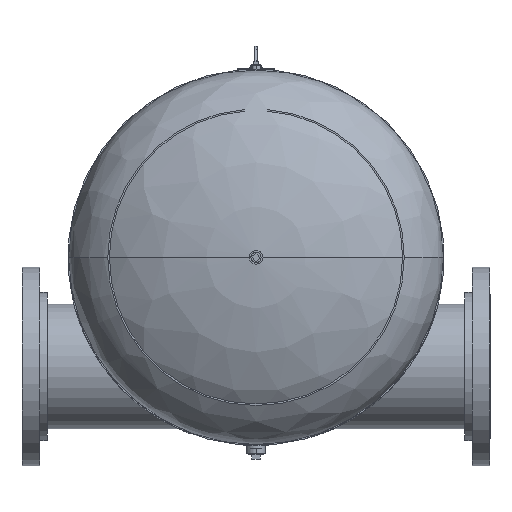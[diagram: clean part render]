
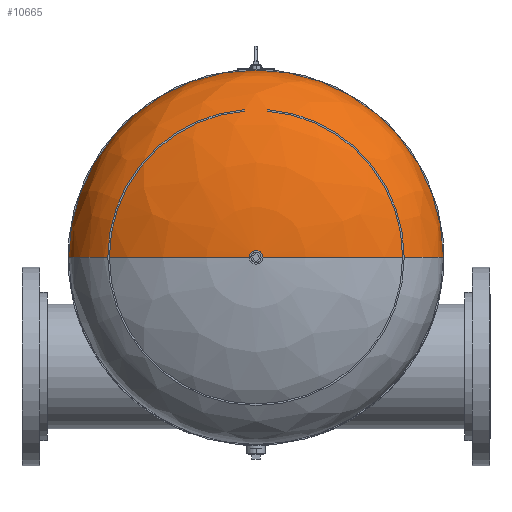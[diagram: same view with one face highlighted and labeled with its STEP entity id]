
A CAD part, front view. The second image highlights one B-rep face of the part: STEP entity #10665.
In plain terms, the highlighted free-form (B-spline) face has degree [3, 3] with [4, 4] control points.
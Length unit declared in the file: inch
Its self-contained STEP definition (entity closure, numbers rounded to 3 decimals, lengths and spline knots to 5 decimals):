
#261 = EDGE_LOOP ( 'NONE', ( #13752, #6884, #17233, #9878, #13885 ) ) ;
#355 = CARTESIAN_POINT ( 'NONE',  ( -24., 7.90609, 48. ) ) ;
#449 = CARTESIAN_POINT ( 'NONE',  ( 24., 7.90609, 0. ) ) ;
#972 = VERTEX_POINT ( 'NONE', #8307 ) ;
#1109 = CARTESIAN_POINT ( 'NONE',  ( 0., 13.12405, 0. ) ) ;
#1166 = DIRECTION ( 'NONE',  ( 1., 0., 0. ) ) ;
#1616 = CARTESIAN_POINT ( 'NONE',  ( -24., 0.9425, 48. ) ) ;
#1876 = CARTESIAN_POINT ( 'NONE',  ( 24., 0.9425, 0. ) ) ;
#2372 = CARTESIAN_POINT ( 'NONE',  ( -24., 7.90609, 0. ) ) ;
#2825 =( BOUNDED_CURVE ( )  B_SPLINE_CURVE ( 3, ( #2943, #5714, #9761, #6885 ),
 .UNSPECIFIED., .F., .T. ) 
 B_SPLINE_CURVE_WITH_KNOTS ( ( 4, 4 ),
 ( 1.60205, 3.14159 ),
 .UNSPECIFIED. ) 
 CURVE ( )  GEOMETRIC_REPRESENTATION_ITEM ( )  RATIONAL_B_SPLINE_CURVE ( ( 1., 0.812, 0.812, 1. ) ) 
 REPRESENTATION_ITEM ( '' )  );
#2883 = AXIS2_PLACEMENT_3D ( 'NONE', #17579, #3875, #1166 ) ;
#2943 = CARTESIAN_POINT ( 'NONE',  ( 0.75, 13.12405, 0. ) ) ;
#3131 = VERTEX_POINT ( 'NONE', #7191 ) ;
#3437 = CIRCLE ( 'NONE', #8598, 24. ) ;
#3719 = DIRECTION ( 'NONE',  ( 1., 0., 0. ) ) ;
#3875 = DIRECTION ( 'NONE',  ( 0., -1., 0. ) ) ;
#4405 = EDGE_CURVE ( 'NONE', #17714, #3131, #2825, .T. ) ;
#4544 =( BOUNDED_CURVE ( )  B_SPLINE_CURVE ( 3, ( #10567, #14710, #2372, #7860 ),
 .UNSPECIFIED., .F., .T. ) 
 B_SPLINE_CURVE_WITH_KNOTS ( ( 4, 4 ),
 ( 1.60205, 3.14159 ),
 .UNSPECIFIED. ) 
 CURVE ( )  GEOMETRIC_REPRESENTATION_ITEM ( )  RATIONAL_B_SPLINE_CURVE ( ( 1., 0.812, 0.812, 1. ) ) 
 REPRESENTATION_ITEM ( '' )  );
#5353 = VERTEX_POINT ( 'NONE', #15533 ) ;
#5714 = CARTESIAN_POINT ( 'NONE',  ( 14.45622, 12.90644, 0. ) ) ;
#5853 = CARTESIAN_POINT ( 'NONE',  ( -14.45622, 12.90644, 0. ) ) ;
#6884 = ORIENTED_EDGE ( 'NONE', *, *, #14961, .T. ) ;
#6885 = CARTESIAN_POINT ( 'NONE',  ( 24., 0.9425, 0. ) ) ;
#7191 = CARTESIAN_POINT ( 'NONE',  ( 24., 0.9425, 0. ) ) ;
#7285 = CARTESIAN_POINT ( 'NONE',  ( 24., 0.9425, 48. ) ) ;
#7391 = EDGE_CURVE ( 'NONE', #3131, #5353, #3437, .T. ) ;
#7405 = VERTEX_POINT ( 'NONE', #13260 ) ;
#7860 = CARTESIAN_POINT ( 'NONE',  ( -24., 0.9425, 0. ) ) ;
#7885 = EDGE_CURVE ( 'NONE', #972, #7405, #17567, .T. ) ;
#8307 = CARTESIAN_POINT ( 'NONE',  ( 0., 13.12405, 0.75 ) ) ;
#8458 = CARTESIAN_POINT ( 'NONE',  ( -14.45622, 12.90644, 28.91243 ) ) ;
#8598 = AXIS2_PLACEMENT_3D ( 'NONE', #14889, #16065, #3719 ) ;
#8807 = CARTESIAN_POINT ( 'NONE',  ( -0.75, 13.12405, 0. ) ) ;
#9383 = DIRECTION ( 'NONE',  ( 1., 0., 0. ) ) ;
#9483 =( BOUNDED_SURFACE ( )  B_SPLINE_SURFACE ( 3, 3, ( 
 ( #13616, #17774, #12790, #8807 ),
 ( #12604, #10065, #8458, #5853 ),
 ( #449, #13970, #355, #16670 ),
 ( #1876, #7285, #1616, #15577 ) ),
 .UNSPECIFIED., .F., .F., .F. ) 
 B_SPLINE_SURFACE_WITH_KNOTS ( ( 4, 4 ),
 ( 4, 4 ),
 ( 0., 1. ),
 ( 0., 1. ),
 .UNSPECIFIED. ) 
 GEOMETRIC_REPRESENTATION_ITEM ( )  RATIONAL_B_SPLINE_SURFACE ( (
 ( 1., 0.333, 0.333, 1.),
 ( 0.812, 0.271, 0.271, 0.812),
 ( 0.812, 0.271, 0.271, 0.812),
 ( 1., 0.333, 0.333, 1.) ) ) 
 REPRESENTATION_ITEM ( '' )  SURFACE ( )  );
#9761 = CARTESIAN_POINT ( 'NONE',  ( 24., 7.90609, 0. ) ) ;
#9878 = ORIENTED_EDGE ( 'NONE', *, *, #4405, .F. ) ;
#10065 = CARTESIAN_POINT ( 'NONE',  ( 14.45622, 12.90644, 28.91243 ) ) ;
#10567 = CARTESIAN_POINT ( 'NONE',  ( -0.75, 13.12405, 0. ) ) ;
#10665 = ADVANCED_FACE ( 'NONE', ( #17693 ), #9483, .F. ) ;
#11577 = CIRCLE ( 'NONE', #13020, 0.75 ) ;
#12604 = CARTESIAN_POINT ( 'NONE',  ( 14.45622, 12.90644, 0. ) ) ;
#12790 = CARTESIAN_POINT ( 'NONE',  ( -0.75, 13.12405, 1.5 ) ) ;
#13020 = AXIS2_PLACEMENT_3D ( 'NONE', #1109, #15083, #9383 ) ;
#13260 = CARTESIAN_POINT ( 'NONE',  ( -0.75, 13.12405, 0. ) ) ;
#13616 = CARTESIAN_POINT ( 'NONE',  ( 0.75, 13.12405, 0. ) ) ;
#13752 = ORIENTED_EDGE ( 'NONE', *, *, #7885, .T. ) ;
#13885 = ORIENTED_EDGE ( 'NONE', *, *, #15099, .T. ) ;
#13970 = CARTESIAN_POINT ( 'NONE',  ( 24., 7.90609, 48. ) ) ;
#14710 = CARTESIAN_POINT ( 'NONE',  ( -14.45622, 12.90644, 0. ) ) ;
#14889 = CARTESIAN_POINT ( 'NONE',  ( 0., 0.9425, 0. ) ) ;
#14961 = EDGE_CURVE ( 'NONE', #7405, #5353, #4544, .T. ) ;
#15083 = DIRECTION ( 'NONE',  ( 0., -1., 0. ) ) ;
#15099 = EDGE_CURVE ( 'NONE', #17714, #972, #11577, .T. ) ;
#15533 = CARTESIAN_POINT ( 'NONE',  ( -24., 0.9425, 0. ) ) ;
#15577 = CARTESIAN_POINT ( 'NONE',  ( -24., 0.9425, 0. ) ) ;
#16065 = DIRECTION ( 'NONE',  ( 0., -1., 0. ) ) ;
#16670 = CARTESIAN_POINT ( 'NONE',  ( -24., 7.90609, 0. ) ) ;
#16840 = CARTESIAN_POINT ( 'NONE',  ( 0.75, 13.12405, 0. ) ) ;
#17233 = ORIENTED_EDGE ( 'NONE', *, *, #7391, .F. ) ;
#17567 = CIRCLE ( 'NONE', #2883, 0.75 ) ;
#17579 = CARTESIAN_POINT ( 'NONE',  ( 0., 13.12405, 0. ) ) ;
#17693 = FACE_OUTER_BOUND ( 'NONE', #261, .T. ) ;
#17714 = VERTEX_POINT ( 'NONE', #16840 ) ;
#17774 = CARTESIAN_POINT ( 'NONE',  ( 0.75, 13.12405, 1.5 ) ) ;
